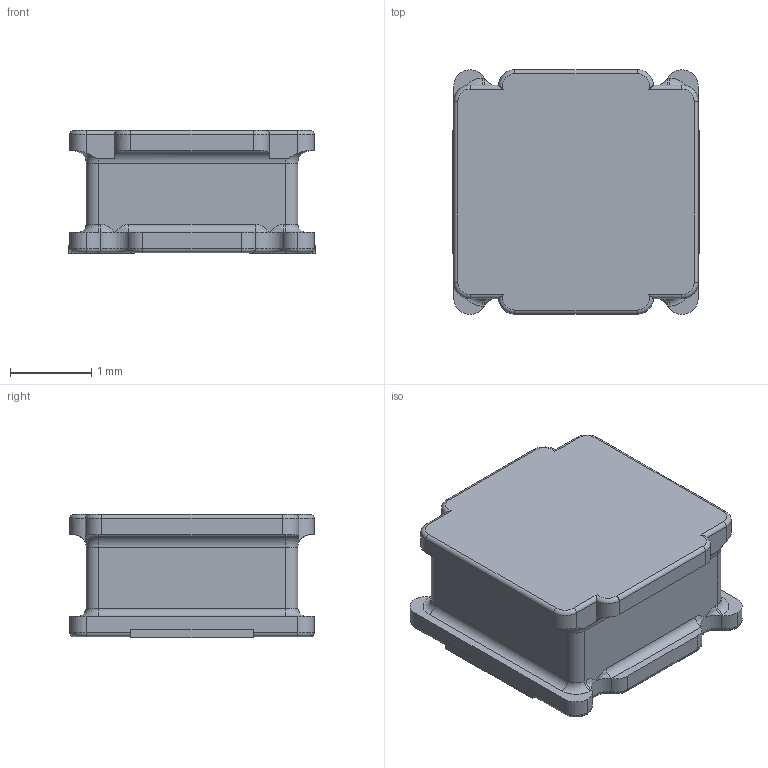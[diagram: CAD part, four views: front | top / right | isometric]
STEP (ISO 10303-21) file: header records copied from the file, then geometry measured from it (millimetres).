
FILE_DESCRIPTION(/* description */ (''),/* implementation_level */ '2;1');
FILE_NAME(/* name */ 'L1.step',/* time_stamp */ '2022-06-26T23:46:57+08:00',/* author */ (''),/* organization */ (''),/* preprocessor_version */ 'ST-DEVELOPER v19',/* originating_system */ 'Autodesk Translation Framework v11.7.0.108',/* authorisation */ '');
FILE_SCHEMA (('AUTOMOTIVE_DESIGN { 1 0 10303 214 3 1 1 }'));
Length unit declared in the file: millimetre
Products named in the file (3): L1; IND-SMD_L3.0-W3.0; SOLID (1)
Assembly tree (2 placements, depth 3):
  L1
    IND-SMD_L3.0-W3.0
      SOLID (1)
Bounding box: 3.02 x 3 x 1.51 mm (x, y, z)
Volume: 11.1 mm3; surface area: 35.7 mm2
Topology: 1 solids, 1 shells, 198 faces, 499 edges, 302 vertices
Faces by surface type: plane 86, cylinder 58, torus 32, bspline 22
Entity records: 7285 total; most frequent: CARTESIAN_POINT 2357, ORIENTED_EDGE 982, DIRECTION 957, EDGE_CURVE 491, AXIS2_PLACEMENT_3D 337, VERTEX_POINT 302, LINE 283, VECTOR 283
